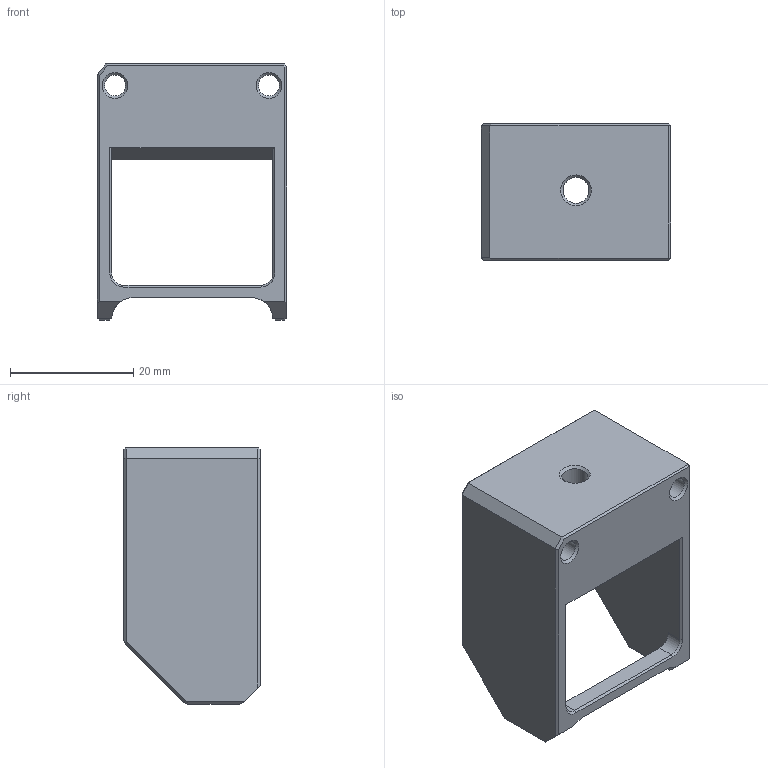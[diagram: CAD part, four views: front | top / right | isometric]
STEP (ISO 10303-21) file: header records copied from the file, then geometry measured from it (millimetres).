
FILE_DESCRIPTION(/* description */ (''),/* implementation_level */ '2;1');
FILE_NAME(/* name */ 'Pheatus BMS Fan Saver.step',/* time_stamp */ '2023-02-18T17:20:35+01:00',/* author */ (''),/* organization */ (''),/* preprocessor_version */ 'ST-DEVELOPER v19.2',/* originating_system */ 'Autodesk Translation Framework v11.17.0.187',/* authorisation */ '');
FILE_SCHEMA (('AUTOMOTIVE_DESIGN { 1 0 10303 214 3 1 1 }'));
Length unit declared in the file: millimetre
Products named in the file (1): Fusion-Komponente
Bounding box: 30.8 x 22.19 x 41.6 mm (x, y, z)
Volume: 9053.3 mm3; surface area: 6289.2 mm2
Topology: 1 solids, 1 shells, 102 faces, 252 edges, 153 vertices
Faces by surface type: plane 79, cylinder 13, cone 9, bspline 1
Full cylindrical faces by diameter (mm): 3.4 x2, 4.2 x1, 4.6 x2
Entity records: 3067 total; most frequent: CARTESIAN_POINT 589, ORIENTED_EDGE 504, DIRECTION 499, EDGE_CURVE 252, LINE 197, VECTOR 197, VERTEX_POINT 153, AXIS2_PLACEMENT_3D 151
